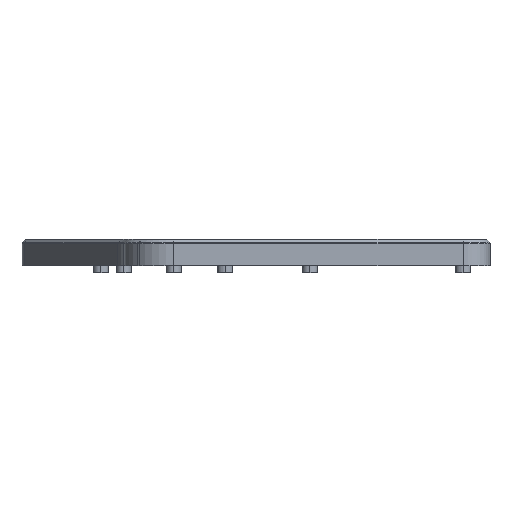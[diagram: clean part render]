
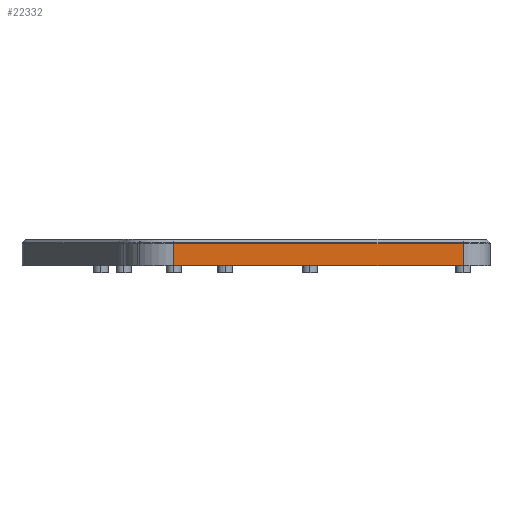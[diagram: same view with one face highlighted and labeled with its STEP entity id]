
A CAD part, left-side view. The second image highlights one B-rep face of the part: STEP entity #22332.
In plain terms, the highlighted planar face has unit normal (-1, 0, 0).
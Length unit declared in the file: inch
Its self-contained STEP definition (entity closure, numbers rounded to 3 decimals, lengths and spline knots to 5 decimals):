
#7528 = EDGE_LOOP ( 'NONE', ( #11706, #11707, #11708, #11709 ) ) ;
#11706 = ORIENTED_EDGE ( 'NONE', *, *, #19407, .T. ) ;
#11707 = ORIENTED_EDGE ( 'NONE', *, *, #19410, .F. ) ;
#11708 = ORIENTED_EDGE ( 'NONE', *, *, #19416, .F. ) ;
#11709 = ORIENTED_EDGE ( 'NONE', *, *, #19417, .T. ) ;
#13812 = VERTEX_POINT ( 'NONE', #45381 ) ;
#13824 = VERTEX_POINT ( 'NONE', #45393 ) ;
#13917 = VERTEX_POINT ( 'NONE', #45486 ) ;
#14033 = VERTEX_POINT ( 'NONE', #45602 ) ;
#19407 = EDGE_CURVE ( 'NONE', #13812, #13824, #28851, .T. ) ;
#19410 = EDGE_CURVE ( 'NONE', #13917, #13824, #28857, .T. ) ;
#19416 = EDGE_CURVE ( 'NONE', #14033, #13917, #28875, .T. ) ;
#19417 = EDGE_CURVE ( 'NONE', #14033, #13812, #28880, .T. ) ;
#22332 = ADVANCED_FACE ( 'NONE', ( #27478 ), #27479, .F. ) ;
#27470 = CARTESIAN_POINT ( 'NONE',  ( -3.195, -0.21153, 0.25007 ) ) ;
#27478 = FACE_OUTER_BOUND ( 'NONE', #7528, .T. ) ;
#27479 = PLANE ( 'NONE',  #35932 ) ;
#27482 = DIRECTION ( 'NONE',  ( 1., 0., 0. ) ) ;
#27483 = DIRECTION ( 'NONE',  ( 0., 1., 0. ) ) ;
#28847 = CARTESIAN_POINT ( 'NONE',  ( -3.195, -0.21153, 0.25007 ) ) ;
#28851 = LINE ( 'NONE', #28847, #40897 ) ;
#28856 = DIRECTION ( 'NONE',  ( 0., 0., -1. ) ) ;
#28857 = LINE ( 'NONE', #28858, #40908 ) ;
#28858 = CARTESIAN_POINT ( 'NONE',  ( -3.195, -4.2635, -0.12395 ) ) ;
#28865 = DIRECTION ( 'NONE',  ( 0., 1., 0. ) ) ;
#28875 = LINE ( 'NONE', #28876, #40930 ) ;
#28876 = CARTESIAN_POINT ( 'NONE',  ( -3.195, -4.2635, 0.25007 ) ) ;
#28880 = LINE ( 'NONE', #28885, #40902 ) ;
#28884 = DIRECTION ( 'NONE',  ( 0., 0., -1. ) ) ;
#28885 = CARTESIAN_POINT ( 'NONE',  ( -3.195, -0.21153, 0.18971 ) ) ;
#28886 = DIRECTION ( 'NONE',  ( 0., 1., 0. ) ) ;
#35932 = AXIS2_PLACEMENT_3D ( 'NONE', #27470, #27482, #27483 ) ;
#40897 = VECTOR ( 'NONE', #28856, 39.37008 ) ;
#40902 = VECTOR ( 'NONE', #28886, 39.37008 ) ;
#40908 = VECTOR ( 'NONE', #28865, 39.37008 ) ;
#40930 = VECTOR ( 'NONE', #28884, 39.37008 ) ;
#45381 = CARTESIAN_POINT ( 'NONE',  ( -3.195, -0.21153, 0.18971 ) ) ;
#45393 = CARTESIAN_POINT ( 'NONE',  ( -3.195, -0.21153, -0.12395 ) ) ;
#45486 = CARTESIAN_POINT ( 'NONE',  ( -3.195, -4.2635, -0.12395 ) ) ;
#45602 = CARTESIAN_POINT ( 'NONE',  ( -3.195, -4.2635, 0.18971 ) ) ;
